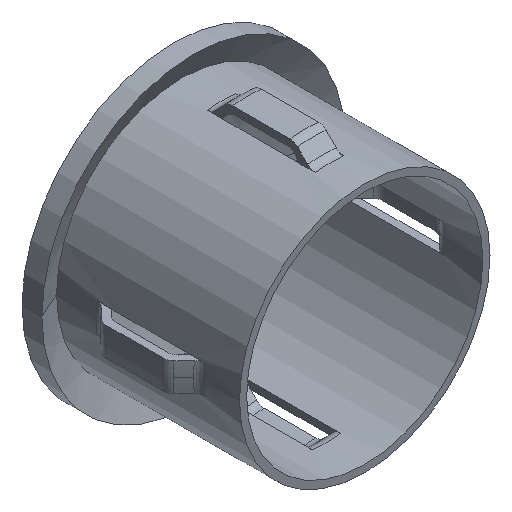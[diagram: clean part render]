
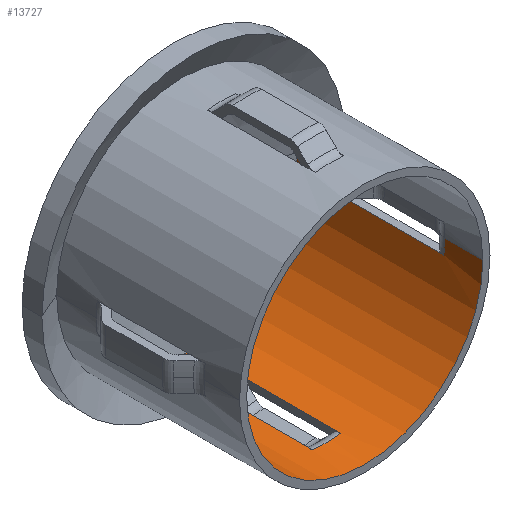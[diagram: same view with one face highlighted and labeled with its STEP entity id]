
A CAD part, isometric view. The second image highlights one B-rep face of the part: STEP entity #13727.
In plain terms, the highlighted cylindrical face has radius 16.5 mm (diameter 33 mm), a partial arc.
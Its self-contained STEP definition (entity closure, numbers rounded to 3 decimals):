
#56 = EDGE_LOOP ( 'NONE', ( #2937, #9779, #136, #1788 ) ) ;
#136 = ORIENTED_EDGE ( 'NONE', *, *, #7094, .T. ) ;
#146 = CARTESIAN_POINT ( 'NONE',  ( -2., 5.329, -16.378 ) ) ;
#487 = CARTESIAN_POINT ( 'NONE',  ( 16.5, 5.329, 0. ) ) ;
#622 = DIRECTION ( 'NONE',  ( 0., -1., 0. ) ) ;
#715 = DIRECTION ( 'NONE',  ( 0., -1., 0. ) ) ;
#742 = DIRECTION ( 'NONE',  ( 0., -1., 0. ) ) ;
#831 = CARTESIAN_POINT ( 'NONE',  ( -16.5, 5.329, 0. ) ) ;
#888 = CIRCLE ( 'NONE', #7967, 16.5 ) ;
#1007 = EDGE_CURVE ( 'NONE', #3562, #14535, #1986, .T. ) ;
#1399 = CARTESIAN_POINT ( 'NONE',  ( 0., 28.9, 0. ) ) ;
#1432 = DIRECTION ( 'NONE',  ( 1., 0., 0. ) ) ;
#1466 = CARTESIAN_POINT ( 'NONE',  ( -16.5, 25.942, 0. ) ) ;
#1503 = CARTESIAN_POINT ( 'NONE',  ( 16.378, 5.329, -2. ) ) ;
#1607 = DIRECTION ( 'NONE',  ( 0., -1., 0. ) ) ;
#1674 = EDGE_CURVE ( 'NONE', #5778, #5795, #7170, .T. ) ;
#1788 = ORIENTED_EDGE ( 'NONE', *, *, #1674, .T. ) ;
#1831 = DIRECTION ( 'NONE',  ( 0., -1., 0. ) ) ;
#1934 = CARTESIAN_POINT ( 'NONE',  ( 0., 19.586, 0. ) ) ;
#1939 = ORIENTED_EDGE ( 'NONE', *, *, #16244, .F. ) ;
#1986 = CIRCLE ( 'NONE', #3018, 16.5 ) ;
#2332 = LINE ( 'NONE', #14558, #7734 ) ;
#2443 = AXIS2_PLACEMENT_3D ( 'NONE', #12921, #6583, #1432 ) ;
#2654 = CARTESIAN_POINT ( 'NONE',  ( 16.5, 25.942, 0. ) ) ;
#2734 = EDGE_CURVE ( 'NONE', #3226, #9990, #2332, .T. ) ;
#2745 = ORIENTED_EDGE ( 'NONE', *, *, #6789, .F. ) ;
#2765 = FACE_OUTER_BOUND ( 'NONE', #10503, .T. ) ;
#2937 = ORIENTED_EDGE ( 'NONE', *, *, #7878, .F. ) ;
#3018 = AXIS2_PLACEMENT_3D ( 'NONE', #8038, #1607, #6680 ) ;
#3186 = DIRECTION ( 'NONE',  ( 1., 0., 0. ) ) ;
#3226 = VERTEX_POINT ( 'NONE', #1466 ) ;
#3278 = EDGE_CURVE ( 'NONE', #9990, #10132, #13114, .T. ) ;
#3431 = DIRECTION ( 'NONE',  ( 0., -1., 0. ) ) ;
#3562 = VERTEX_POINT ( 'NONE', #5730 ) ;
#3761 = VECTOR ( 'NONE', #1831, 1000. ) ;
#4100 = DIRECTION ( 'NONE',  ( 0., -1., 0. ) ) ;
#4221 = VECTOR ( 'NONE', #11965, 1000. ) ;
#4259 = EDGE_CURVE ( 'NONE', #15586, #14535, #7700, .T. ) ;
#4346 = AXIS2_PLACEMENT_3D ( 'NONE', #13899, #4897, #15017 ) ;
#4367 = ORIENTED_EDGE ( 'NONE', *, *, #9145, .T. ) ;
#4459 = DIRECTION ( 'NONE',  ( 1., 0., 0. ) ) ;
#4633 = VERTEX_POINT ( 'NONE', #11511 ) ;
#4820 = VECTOR ( 'NONE', #3431, 1000. ) ;
#4897 = DIRECTION ( 'NONE',  ( 0., -1., 0. ) ) ;
#5160 = VERTEX_POINT ( 'NONE', #12887 ) ;
#5257 = CIRCLE ( 'NONE', #2443, 16.5 ) ;
#5297 = LINE ( 'NONE', #10352, #13646 ) ;
#5390 = EDGE_CURVE ( 'NONE', #14438, #6116, #8604, .T. ) ;
#5418 = LINE ( 'NONE', #5535, #4221 ) ;
#5535 = CARTESIAN_POINT ( 'NONE',  ( -16.5, 28.9, 0. ) ) ;
#5619 = DIRECTION ( 'NONE',  ( 0., -1., 0. ) ) ;
#5730 = CARTESIAN_POINT ( 'NONE',  ( 16.378, 19.586, -2. ) ) ;
#5778 = VERTEX_POINT ( 'NONE', #15477 ) ;
#5795 = VERTEX_POINT ( 'NONE', #6931 ) ;
#5912 = ORIENTED_EDGE ( 'NONE', *, *, #3278, .T. ) ;
#6008 = ORIENTED_EDGE ( 'NONE', *, *, #5390, .T. ) ;
#6116 = VERTEX_POINT ( 'NONE', #11296 ) ;
#6548 = CIRCLE ( 'NONE', #10616, 16.5 ) ;
#6583 = DIRECTION ( 'NONE',  ( 0., -1., 0. ) ) ;
#6597 = LINE ( 'NONE', #15563, #6793 ) ;
#6680 = DIRECTION ( 'NONE',  ( 1., 0., 0. ) ) ;
#6715 = DIRECTION ( 'NONE',  ( 1., 0., 0. ) ) ;
#6789 = EDGE_CURVE ( 'NONE', #3562, #14776, #14162, .T. ) ;
#6793 = VECTOR ( 'NONE', #11858, 1000. ) ;
#6848 = CARTESIAN_POINT ( 'NONE',  ( 0., 0., 0. ) ) ;
#6931 = CARTESIAN_POINT ( 'NONE',  ( 2., 5.329, -16.378 ) ) ;
#6986 = VERTEX_POINT ( 'NONE', #146 ) ;
#7091 = ORIENTED_EDGE ( 'NONE', *, *, #7646, .T. ) ;
#7094 = EDGE_CURVE ( 'NONE', #4633, #5778, #9802, .T. ) ;
#7104 = VERTEX_POINT ( 'NONE', #487 ) ;
#7170 = LINE ( 'NONE', #10817, #3761 ) ;
#7646 = EDGE_CURVE ( 'NONE', #11408, #14438, #5418, .T. ) ;
#7700 = LINE ( 'NONE', #13344, #14858 ) ;
#7710 = AXIS2_PLACEMENT_3D ( 'NONE', #15933, #10189, #11513 ) ;
#7734 = VECTOR ( 'NONE', #622, 1000. ) ;
#7834 = DIRECTION ( 'NONE',  ( 1., 0., 0. ) ) ;
#7878 = EDGE_CURVE ( 'NONE', #6986, #5795, #12177, .T. ) ;
#7967 = AXIS2_PLACEMENT_3D ( 'NONE', #13237, #10814, #4459 ) ;
#8038 = CARTESIAN_POINT ( 'NONE',  ( 0., 19.586, 0. ) ) ;
#8237 = ORIENTED_EDGE ( 'NONE', *, *, #1007, .T. ) ;
#8284 = AXIS2_PLACEMENT_3D ( 'NONE', #6848, #4100, #6715 ) ;
#8285 = EDGE_CURVE ( 'NONE', #4633, #6986, #6597, .T. ) ;
#8340 = CARTESIAN_POINT ( 'NONE',  ( -16.378, 20., -2. ) ) ;
#8604 = CIRCLE ( 'NONE', #8284, 16.5 ) ;
#8930 = FACE_BOUND ( 'NONE', #56, .T. ) ;
#9145 = EDGE_CURVE ( 'NONE', #10132, #5160, #13825, .T. ) ;
#9487 = DIRECTION ( 'NONE',  ( 0., -1., 0. ) ) ;
#9779 = ORIENTED_EDGE ( 'NONE', *, *, #8285, .F. ) ;
#9785 = AXIS2_PLACEMENT_3D ( 'NONE', #1934, #9487, #3186 ) ;
#9802 = CIRCLE ( 'NONE', #9785, 16.5 ) ;
#9846 = DIRECTION ( 'NONE',  ( 1., 0., 0. ) ) ;
#9990 = VERTEX_POINT ( 'NONE', #15780 ) ;
#10132 = VERTEX_POINT ( 'NONE', #14701 ) ;
#10189 = DIRECTION ( 'NONE',  ( 0., -1., 0. ) ) ;
#10352 = CARTESIAN_POINT ( 'NONE',  ( 16.5, 28.9, 0. ) ) ;
#10503 = EDGE_LOOP ( 'NONE', ( #12973, #13737, #5912, #4367, #14931, #7091, #6008, #1939, #12952, #2745, #8237, #12898 ) ) ;
#10523 = EDGE_CURVE ( 'NONE', #3226, #15586, #5257, .T. ) ;
#10616 = AXIS2_PLACEMENT_3D ( 'NONE', #16174, #742, #9846 ) ;
#10737 = CARTESIAN_POINT ( 'NONE',  ( 16.5, 19.586, 0. ) ) ;
#10814 = DIRECTION ( 'NONE',  ( 0., -1., 0. ) ) ;
#10817 = CARTESIAN_POINT ( 'NONE',  ( 2., 20., -16.378 ) ) ;
#11296 = CARTESIAN_POINT ( 'NONE',  ( 16.5, 0., 0. ) ) ;
#11408 = VERTEX_POINT ( 'NONE', #831 ) ;
#11432 = AXIS2_PLACEMENT_3D ( 'NONE', #1399, #15429, #7834 ) ;
#11511 = CARTESIAN_POINT ( 'NONE',  ( -2., 19.586, -16.378 ) ) ;
#11513 = DIRECTION ( 'NONE',  ( 1., 0., 0. ) ) ;
#11858 = DIRECTION ( 'NONE',  ( 0., -1., 0. ) ) ;
#11965 = DIRECTION ( 'NONE',  ( 0., -1., 0. ) ) ;
#12177 = CIRCLE ( 'NONE', #4346, 16.5 ) ;
#12626 = DIRECTION ( 'NONE',  ( 0., -1., 0. ) ) ;
#12721 = CARTESIAN_POINT ( 'NONE',  ( -16.5, 0., 0. ) ) ;
#12851 = VECTOR ( 'NONE', #715, 1000. ) ;
#12887 = CARTESIAN_POINT ( 'NONE',  ( -16.378, 5.329, -2. ) ) ;
#12898 = ORIENTED_EDGE ( 'NONE', *, *, #4259, .F. ) ;
#12921 = CARTESIAN_POINT ( 'NONE',  ( 0., 25.942, 0. ) ) ;
#12952 = ORIENTED_EDGE ( 'NONE', *, *, #16528, .F. ) ;
#12973 = ORIENTED_EDGE ( 'NONE', *, *, #10523, .F. ) ;
#13114 = CIRCLE ( 'NONE', #7710, 16.5 ) ;
#13237 = CARTESIAN_POINT ( 'NONE',  ( 0., 5.329, 0. ) ) ;
#13344 = CARTESIAN_POINT ( 'NONE',  ( 16.5, 28.9, 0. ) ) ;
#13496 = EDGE_CURVE ( 'NONE', #11408, #5160, #6548, .T. ) ;
#13550 = CARTESIAN_POINT ( 'NONE',  ( 16.378, 20., -2. ) ) ;
#13646 = VECTOR ( 'NONE', #12626, 1000. ) ;
#13727 = ADVANCED_FACE ( 'NONE', ( #8930, #2765 ), #13887, .F. ) ;
#13737 = ORIENTED_EDGE ( 'NONE', *, *, #2734, .T. ) ;
#13825 = LINE ( 'NONE', #8340, #12851 ) ;
#13887 = CYLINDRICAL_SURFACE ( 'NONE', #11432, 16.5 ) ;
#13899 = CARTESIAN_POINT ( 'NONE',  ( 0., 5.329, 0. ) ) ;
#14162 = LINE ( 'NONE', #13550, #4820 ) ;
#14438 = VERTEX_POINT ( 'NONE', #12721 ) ;
#14535 = VERTEX_POINT ( 'NONE', #10737 ) ;
#14558 = CARTESIAN_POINT ( 'NONE',  ( -16.5, 28.9, 0. ) ) ;
#14701 = CARTESIAN_POINT ( 'NONE',  ( -16.378, 19.586, -2. ) ) ;
#14776 = VERTEX_POINT ( 'NONE', #1503 ) ;
#14858 = VECTOR ( 'NONE', #5619, 1000. ) ;
#14931 = ORIENTED_EDGE ( 'NONE', *, *, #13496, .F. ) ;
#15017 = DIRECTION ( 'NONE',  ( 1., 0., 0. ) ) ;
#15429 = DIRECTION ( 'NONE',  ( 0., -1., 0. ) ) ;
#15477 = CARTESIAN_POINT ( 'NONE',  ( 2., 19.586, -16.378 ) ) ;
#15563 = CARTESIAN_POINT ( 'NONE',  ( -2., 20., -16.378 ) ) ;
#15586 = VERTEX_POINT ( 'NONE', #2654 ) ;
#15780 = CARTESIAN_POINT ( 'NONE',  ( -16.5, 19.586, 0. ) ) ;
#15933 = CARTESIAN_POINT ( 'NONE',  ( 0., 19.586, 0. ) ) ;
#16174 = CARTESIAN_POINT ( 'NONE',  ( 0., 5.329, 0. ) ) ;
#16244 = EDGE_CURVE ( 'NONE', #7104, #6116, #5297, .T. ) ;
#16528 = EDGE_CURVE ( 'NONE', #14776, #7104, #888, .T. ) ;
